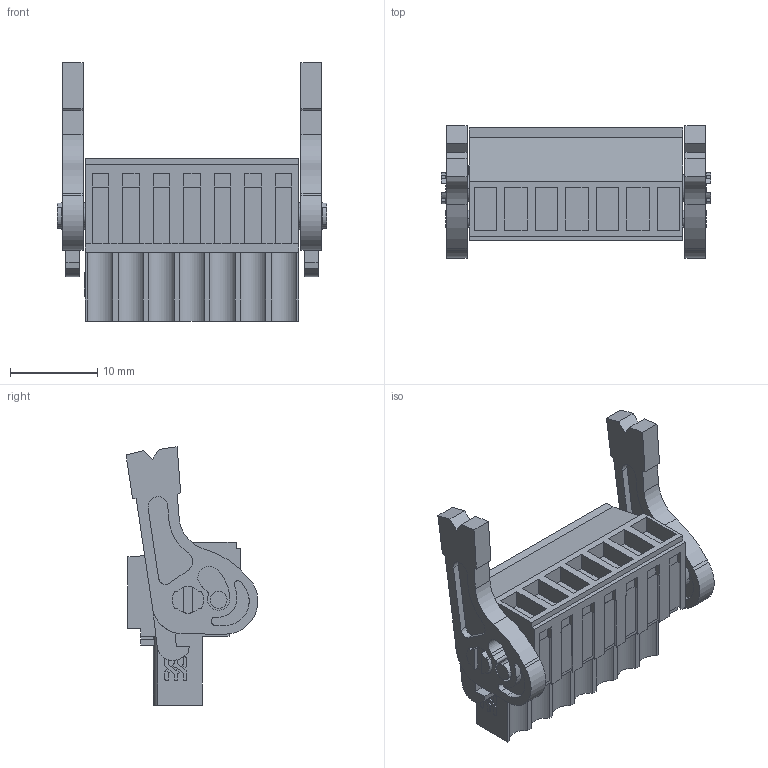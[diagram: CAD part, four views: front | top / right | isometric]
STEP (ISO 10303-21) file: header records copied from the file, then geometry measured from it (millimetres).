
FILE_DESCRIPTION(('CATIA V5 STEP Exchange','CAx-IF Rec.Pracs.--- Model Styling and Organization---1.2---2011-12-15'),'2;1');
FILE_NAME ('D1452681_0_1531040000_1531040000.stp','2017-04-25T12:43:49+00:00',('none'),('Weidmueller'),'CATIA Version 5-6 Release 2014','CATIA V5 STEP AP214','none');
FILE_SCHEMA(('AUTOMOTIVE_DESIGN { 1 0 10303 214 1 1 1 1 }'));
Length unit declared in the file: millimetre
Products named in the file (1): 1531040000
Bounding box: 30.9 x 15.12 x 29.66 mm (x, y, z)
Volume: 4277.2 mm3; surface area: 4251.7 mm2
Topology: 10 solids, 10 shells, 647 faces, 1789 edges, 1208 vertices
Faces by surface type: plane 505, cylinder 82, extrusion 60
Entity records: 20031 total; most frequent: CARTESIAN_POINT 4586, ORIENTED_EDGE 3578, DIRECTION 2421, EDGE_CURVE 1789, VECTOR 1433, LINE 1373, VERTEX_POINT 1208, EDGE_LOOP 701
